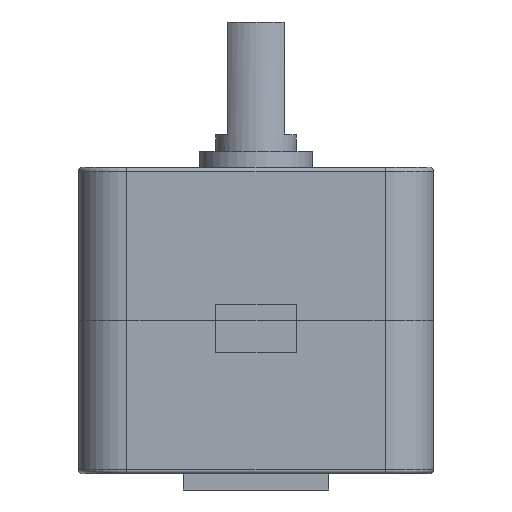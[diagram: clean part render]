
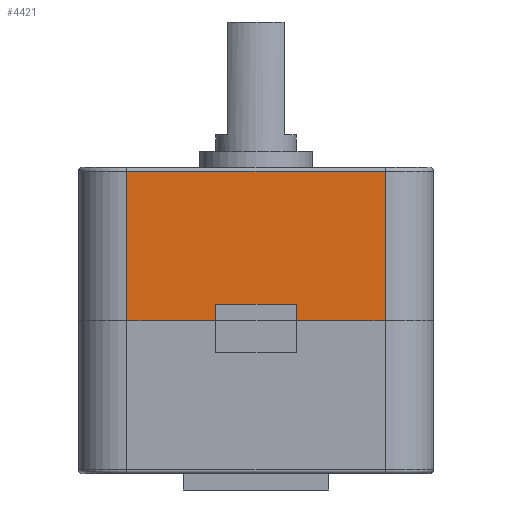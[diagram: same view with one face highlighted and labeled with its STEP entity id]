
A CAD part, left-side view. The second image highlights one B-rep face of the part: STEP entity #4421.
In plain terms, the highlighted planar face has unit normal (-1, 0, 0).
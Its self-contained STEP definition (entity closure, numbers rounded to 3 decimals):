
#502=FACE_OUTER_BOUND('',#782,.T.);
#782=EDGE_LOOP('',(#3851,#3852,#3853,#3854,#3855,#3856,#3857,#3858));
#1321=LINE('',#7957,#1659);
#1325=LINE('',#7965,#1663);
#1341=LINE('',#8092,#1679);
#1344=LINE('',#8099,#1682);
#1347=LINE('',#8106,#1685);
#1349=LINE('',#8109,#1687);
#1350=LINE('',#8111,#1688);
#1351=LINE('',#8112,#1689);
#1659=VECTOR('',#5933,10.);
#1663=VECTOR('',#5937,10.);
#1679=VECTOR('',#5991,10.);
#1682=VECTOR('',#5998,10.);
#1685=VECTOR('',#6005,10.);
#1687=VECTOR('',#6009,10.);
#1688=VECTOR('',#6010,10.);
#1689=VECTOR('',#6011,10.);
#2051=VERTEX_POINT('',#7955);
#2052=VERTEX_POINT('',#7956);
#2055=VERTEX_POINT('',#7962);
#2056=VERTEX_POINT('',#7964);
#2084=VERTEX_POINT('',#8091);
#2086=VERTEX_POINT('',#8097);
#2088=VERTEX_POINT('',#8105);
#2089=VERTEX_POINT('',#8110);
#2641=EDGE_CURVE('',#2051,#2052,#1321,.T.);
#2645=EDGE_CURVE('',#2056,#2055,#1325,.T.);
#2680=EDGE_CURVE('',#2056,#2084,#1341,.T.);
#2684=EDGE_CURVE('',#2055,#2086,#1344,.T.);
#2687=EDGE_CURVE('',#2088,#2051,#1347,.T.);
#2689=EDGE_CURVE('',#2086,#2088,#1349,.T.);
#2690=EDGE_CURVE('',#2089,#2052,#1350,.T.);
#2691=EDGE_CURVE('',#2084,#2089,#1351,.T.);
#3851=ORIENTED_EDGE('',*,*,#2645,.T.);
#3852=ORIENTED_EDGE('',*,*,#2684,.T.);
#3853=ORIENTED_EDGE('',*,*,#2689,.T.);
#3854=ORIENTED_EDGE('',*,*,#2687,.T.);
#3855=ORIENTED_EDGE('',*,*,#2641,.T.);
#3856=ORIENTED_EDGE('',*,*,#2690,.F.);
#3857=ORIENTED_EDGE('',*,*,#2691,.F.);
#3858=ORIENTED_EDGE('',*,*,#2680,.F.);
#4193=PLANE('',#4863);
#4421=ADVANCED_FACE('',(#502),#4193,.T.);
#4863=AXIS2_PLACEMENT_3D('',#8108,#6007,#6008);
#5933=DIRECTION('',(0.,-1.,0.));
#5937=DIRECTION('',(0.,-1.,0.));
#5991=DIRECTION('',(0.,0.,1.));
#5998=DIRECTION('',(0.,0.,1.));
#6005=DIRECTION('',(0.,0.,-1.));
#6007=DIRECTION('center_axis',(-1.,0.,0.));
#6008=DIRECTION('ref_axis',(0.,1.,0.));
#6009=DIRECTION('',(0.,-1.,0.));
#6010=DIRECTION('',(0.,0.,-1.));
#6011=DIRECTION('',(0.,-1.,0.));
#7955=CARTESIAN_POINT('',(-29.995,8.701,-11.342));
#7956=CARTESIAN_POINT('',(-29.995,3.201,-11.342));
#7957=CARTESIAN_POINT('',(-29.995,7.201,-11.342));
#7962=CARTESIAN_POINT('',(-29.995,13.701,-11.342));
#7964=CARTESIAN_POINT('',(-29.995,19.201,-11.342));
#7965=CARTESIAN_POINT('',(-29.995,7.201,-11.342));
#8091=CARTESIAN_POINT('',(-29.995,19.201,-2.092));
#8092=CARTESIAN_POINT('',(-29.995,19.201,-11.842));
#8097=CARTESIAN_POINT('',(-29.995,13.701,-10.342));
#8099=CARTESIAN_POINT('',(-29.995,13.701,-11.842));
#8105=CARTESIAN_POINT('',(-29.995,8.701,-10.342));
#8106=CARTESIAN_POINT('',(-29.995,8.701,-11.842));
#8108=CARTESIAN_POINT('Origin',(-29.995,3.201,-11.842));
#8109=CARTESIAN_POINT('',(-29.995,7.201,-10.342));
#8110=CARTESIAN_POINT('',(-29.995,3.201,-2.092));
#8111=CARTESIAN_POINT('',(-29.995,3.201,-11.842));
#8112=CARTESIAN_POINT('',(-29.995,7.201,-2.092));
